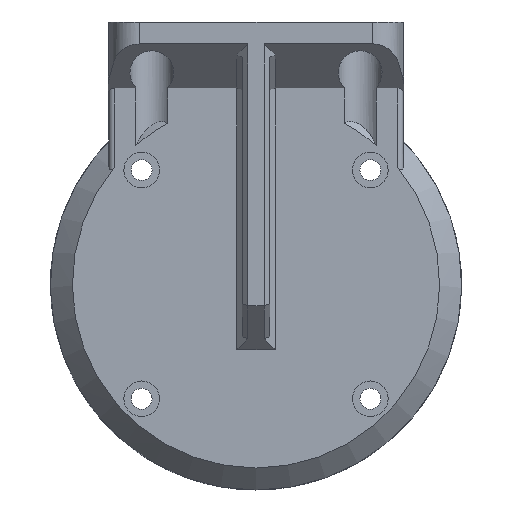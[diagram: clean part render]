
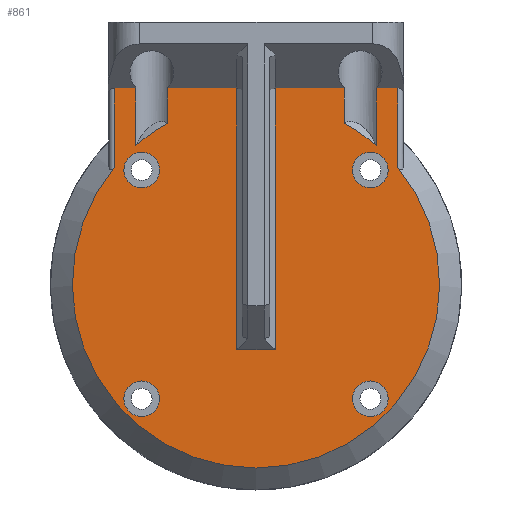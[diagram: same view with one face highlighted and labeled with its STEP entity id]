
A CAD part, top view. The second image highlights one B-rep face of the part: STEP entity #861.
In plain terms, the highlighted planar face has unit normal (0, 0, 1).
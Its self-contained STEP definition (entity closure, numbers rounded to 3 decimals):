
#71=LINE('',#1311,#145);
#75=LINE('',#1318,#149);
#76=LINE('',#1320,#150);
#77=LINE('',#1322,#151);
#78=LINE('',#1326,#152);
#79=LINE('',#1328,#153);
#80=LINE('',#1330,#154);
#81=LINE('',#1334,#155);
#82=LINE('',#1336,#156);
#83=LINE('',#1338,#157);
#84=LINE('',#1342,#158);
#85=LINE('',#1344,#159);
#86=LINE('',#1345,#160);
#145=VECTOR('',#1045,10.);
#149=VECTOR('',#1053,10.);
#150=VECTOR('',#1054,10.);
#151=VECTOR('',#1055,10.);
#152=VECTOR('',#1058,10.);
#153=VECTOR('',#1059,10.);
#154=VECTOR('',#1060,10.);
#155=VECTOR('',#1063,10.);
#156=VECTOR('',#1064,10.);
#157=VECTOR('',#1065,10.);
#158=VECTOR('',#1068,10.);
#159=VECTOR('',#1069,10.);
#160=VECTOR('',#1070,10.);
#211=FACE_BOUND('',#284,.T.);
#212=FACE_BOUND('',#285,.T.);
#213=FACE_BOUND('',#286,.T.);
#214=FACE_BOUND('',#287,.T.);
#232=FACE_OUTER_BOUND('',#283,.T.);
#283=EDGE_LOOP('',(#603,#604,#605,#606,#607,#608,#609,#610,#611,#612,#613,
#614,#615,#616,#617,#618));
#284=EDGE_LOOP('',(#619));
#285=EDGE_LOOP('',(#620));
#286=EDGE_LOOP('',(#621));
#287=EDGE_LOOP('',(#622));
#343=CIRCLE('',#930,33.5);
#344=CIRCLE('',#931,33.5);
#345=CIRCLE('',#932,33.5);
#346=CIRCLE('',#933,3.25);
#347=CIRCLE('',#934,3.25);
#348=CIRCLE('',#935,3.25);
#349=CIRCLE('',#936,3.25);
#382=VERTEX_POINT('',#1309);
#383=VERTEX_POINT('',#1310);
#384=VERTEX_POINT('',#1317);
#385=VERTEX_POINT('',#1319);
#386=VERTEX_POINT('',#1321);
#387=VERTEX_POINT('',#1323);
#388=VERTEX_POINT('',#1325);
#389=VERTEX_POINT('',#1327);
#390=VERTEX_POINT('',#1329);
#391=VERTEX_POINT('',#1331);
#392=VERTEX_POINT('',#1333);
#393=VERTEX_POINT('',#1335);
#394=VERTEX_POINT('',#1337);
#395=VERTEX_POINT('',#1339);
#396=VERTEX_POINT('',#1341);
#397=VERTEX_POINT('',#1343);
#398=VERTEX_POINT('',#1346);
#399=VERTEX_POINT('',#1348);
#400=VERTEX_POINT('',#1350);
#401=VERTEX_POINT('',#1352);
#466=EDGE_CURVE('',#382,#383,#71,.T.);
#470=EDGE_CURVE('',#384,#383,#75,.T.);
#471=EDGE_CURVE('',#385,#382,#76,.T.);
#472=EDGE_CURVE('',#385,#386,#77,.T.);
#473=EDGE_CURVE('',#387,#386,#343,.T.);
#474=EDGE_CURVE('',#388,#387,#78,.T.);
#475=EDGE_CURVE('',#389,#388,#79,.T.);
#476=EDGE_CURVE('',#390,#389,#80,.T.);
#477=EDGE_CURVE('',#391,#390,#344,.T.);
#478=EDGE_CURVE('',#392,#391,#81,.T.);
#479=EDGE_CURVE('',#393,#392,#82,.T.);
#480=EDGE_CURVE('',#393,#394,#83,.T.);
#481=EDGE_CURVE('',#395,#394,#345,.T.);
#482=EDGE_CURVE('',#396,#395,#84,.T.);
#483=EDGE_CURVE('',#397,#396,#85,.T.);
#484=EDGE_CURVE('',#384,#397,#86,.T.);
#485=EDGE_CURVE('',#398,#398,#346,.T.);
#486=EDGE_CURVE('',#399,#399,#347,.T.);
#487=EDGE_CURVE('',#400,#400,#348,.T.);
#488=EDGE_CURVE('',#401,#401,#349,.T.);
#603=ORIENTED_EDGE('',*,*,#470,.T.);
#604=ORIENTED_EDGE('',*,*,#466,.F.);
#605=ORIENTED_EDGE('',*,*,#471,.F.);
#606=ORIENTED_EDGE('',*,*,#472,.T.);
#607=ORIENTED_EDGE('',*,*,#473,.F.);
#608=ORIENTED_EDGE('',*,*,#474,.F.);
#609=ORIENTED_EDGE('',*,*,#475,.F.);
#610=ORIENTED_EDGE('',*,*,#476,.F.);
#611=ORIENTED_EDGE('',*,*,#477,.F.);
#612=ORIENTED_EDGE('',*,*,#478,.F.);
#613=ORIENTED_EDGE('',*,*,#479,.F.);
#614=ORIENTED_EDGE('',*,*,#480,.T.);
#615=ORIENTED_EDGE('',*,*,#481,.F.);
#616=ORIENTED_EDGE('',*,*,#482,.F.);
#617=ORIENTED_EDGE('',*,*,#483,.F.);
#618=ORIENTED_EDGE('',*,*,#484,.F.);
#619=ORIENTED_EDGE('',*,*,#485,.T.);
#620=ORIENTED_EDGE('',*,*,#486,.T.);
#621=ORIENTED_EDGE('',*,*,#487,.T.);
#622=ORIENTED_EDGE('',*,*,#488,.T.);
#834=PLANE('',#929);
#861=ADVANCED_FACE('',(#232,#211,#212,#213,#214),#834,.T.);
#929=AXIS2_PLACEMENT_3D('',#1316,#1051,#1052);
#930=AXIS2_PLACEMENT_3D('',#1324,#1056,#1057);
#931=AXIS2_PLACEMENT_3D('',#1332,#1061,#1062);
#932=AXIS2_PLACEMENT_3D('',#1340,#1066,#1067);
#933=AXIS2_PLACEMENT_3D('',#1347,#1071,#1072);
#934=AXIS2_PLACEMENT_3D('',#1349,#1073,#1074);
#935=AXIS2_PLACEMENT_3D('',#1351,#1075,#1076);
#936=AXIS2_PLACEMENT_3D('',#1353,#1077,#1078);
#1045=DIRECTION('',(0.,-1.,0.));
#1051=DIRECTION('center_axis',(0.,0.,1.));
#1052=DIRECTION('ref_axis',(1.,0.,0.));
#1053=DIRECTION('',(-1.,0.,0.));
#1054=DIRECTION('',(1.,0.,0.));
#1055=DIRECTION('',(0.,-1.,0.));
#1056=DIRECTION('center_axis',(0.,0.,-1.));
#1057=DIRECTION('ref_axis',(1.,0.,0.));
#1058=DIRECTION('',(0.,-1.,0.));
#1059=DIRECTION('',(1.,0.,0.));
#1060=DIRECTION('',(0.,1.,0.));
#1061=DIRECTION('center_axis',(0.,0.,-1.));
#1062=DIRECTION('ref_axis',(1.,0.,0.));
#1063=DIRECTION('',(0.,-1.,0.));
#1064=DIRECTION('',(1.,0.,0.));
#1065=DIRECTION('',(0.,-1.,0.));
#1066=DIRECTION('center_axis',(0.,0.,-1.));
#1067=DIRECTION('ref_axis',(1.,0.,0.));
#1068=DIRECTION('',(0.,-1.,0.));
#1069=DIRECTION('',(1.,0.,0.));
#1070=DIRECTION('',(0.,1.,0.));
#1071=DIRECTION('center_axis',(0.,0.,-1.));
#1072=DIRECTION('ref_axis',(1.,0.,0.));
#1073=DIRECTION('center_axis',(0.,0.,-1.));
#1074=DIRECTION('ref_axis',(1.,0.,0.));
#1075=DIRECTION('center_axis',(0.,0.,-1.));
#1076=DIRECTION('ref_axis',(1.,0.,0.));
#1077=DIRECTION('center_axis',(0.,0.,-1.));
#1078=DIRECTION('ref_axis',(1.,0.,0.));
#1309=CARTESIAN_POINT('',(-3.5,0.,0.));
#1310=CARTESIAN_POINT('',(-3.5,-47.787,0.));
#1311=CARTESIAN_POINT('',(-3.5,-37.231,0.));
#1316=CARTESIAN_POINT('Origin',(0.,-26.675,0.));
#1317=CARTESIAN_POINT('',(3.5,-47.787,0.));
#1318=CARTESIAN_POINT('',(1.25,-47.787,0.));
#1319=CARTESIAN_POINT('',(-16.095,0.,0.));
#1320=CARTESIAN_POINT('',(-12.54,0.,0.));
#1321=CARTESIAN_POINT('',(-16.095,-6.47,0.));
#1322=CARTESIAN_POINT('',(-16.095,0.,0.));
#1323=CARTESIAN_POINT('',(-21.905,-10.504,0.));
#1324=CARTESIAN_POINT('Origin',(0.,-35.85,0.));
#1325=CARTESIAN_POINT('',(-21.905,0.,0.));
#1326=CARTESIAN_POINT('',(-21.905,0.,0.));
#1327=CARTESIAN_POINT('',(-25.851,0.,0.));
#1328=CARTESIAN_POINT('',(-12.54,0.,0.));
#1329=CARTESIAN_POINT('',(-25.851,-14.543,0.));
#1330=CARTESIAN_POINT('',(-25.851,0.,0.));
#1331=CARTESIAN_POINT('',(25.851,-14.543,0.));
#1332=CARTESIAN_POINT('Origin',(0.,-35.85,0.));
#1333=CARTESIAN_POINT('',(25.851,0.,0.));
#1334=CARTESIAN_POINT('',(25.851,0.,0.));
#1335=CARTESIAN_POINT('',(21.905,0.,0.));
#1336=CARTESIAN_POINT('',(-12.54,0.,0.));
#1337=CARTESIAN_POINT('',(21.905,-10.504,0.));
#1338=CARTESIAN_POINT('',(21.905,0.,0.));
#1339=CARTESIAN_POINT('',(16.095,-6.47,0.));
#1340=CARTESIAN_POINT('Origin',(0.,-35.85,0.));
#1341=CARTESIAN_POINT('',(16.095,0.,0.));
#1342=CARTESIAN_POINT('',(16.095,0.,0.));
#1343=CARTESIAN_POINT('',(3.5,0.,0.));
#1344=CARTESIAN_POINT('',(-12.54,0.,0.));
#1345=CARTESIAN_POINT('',(3.5,-9.338,0.));
#1346=CARTESIAN_POINT('',(17.61,-14.99,0.));
#1347=CARTESIAN_POINT('Origin',(20.86,-14.99,0.));
#1348=CARTESIAN_POINT('',(-24.11,-14.99,0.));
#1349=CARTESIAN_POINT('Origin',(-20.86,-14.99,0.));
#1350=CARTESIAN_POINT('',(-24.11,-56.71,0.));
#1351=CARTESIAN_POINT('Origin',(-20.86,-56.71,0.));
#1352=CARTESIAN_POINT('',(17.61,-56.71,0.));
#1353=CARTESIAN_POINT('Origin',(20.86,-56.71,0.));
